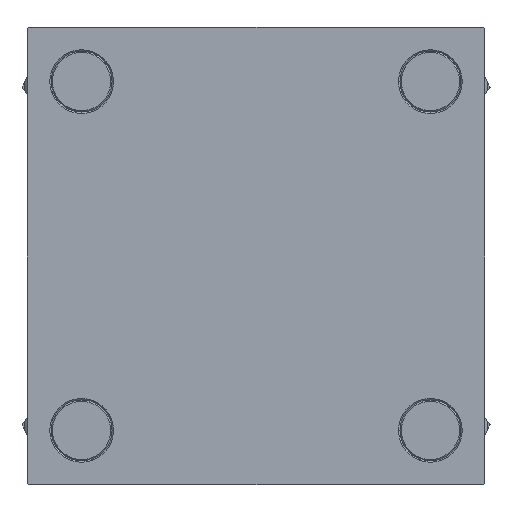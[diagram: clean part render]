
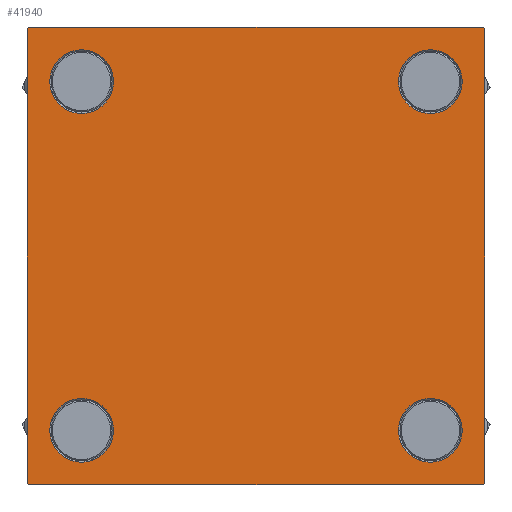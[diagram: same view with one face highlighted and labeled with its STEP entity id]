
A CAD part, left-side view. The second image highlights one B-rep face of the part: STEP entity #41940.
In plain terms, the highlighted planar face has unit normal (-1, 0, 0).
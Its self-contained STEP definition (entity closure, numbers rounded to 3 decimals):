
#50 = EDGE_LOOP ( 'NONE', ( #26294, #7897 ) ) ;
#137 = VERTEX_POINT ( 'NONE', #502 ) ;
#364 = CARTESIAN_POINT ( 'NONE',  ( 0., -82.25, 82.25 ) ) ;
#502 = CARTESIAN_POINT ( 'NONE',  ( 0., -82., 82.5 ) ) ;
#726 = CARTESIAN_POINT ( 'NONE',  ( 0., 62.95, -51.45 ) ) ;
#739 = DIRECTION ( 'NONE',  ( 0., 0., 1. ) ) ;
#1129 = VERTEX_POINT ( 'NONE', #17602 ) ;
#1919 = CARTESIAN_POINT ( 'NONE',  ( 0., -82.25, -82.25 ) ) ;
#2345 = VERTEX_POINT ( 'NONE', #15400 ) ;
#2502 = ORIENTED_EDGE ( 'NONE', *, *, #16513, .T. ) ;
#3067 = CIRCLE ( 'NONE', #22622, 11.5 ) ;
#3437 = CARTESIAN_POINT ( 'NONE',  ( 0., -62.95, 51.45 ) ) ;
#3889 = FACE_BOUND ( 'NONE', #50, .T. ) ;
#4329 = CARTESIAN_POINT ( 'NONE',  ( 0., 62.95, -62.95 ) ) ;
#4763 = CARTESIAN_POINT ( 'NONE',  ( 0., 82.5, 82.5 ) ) ;
#6168 = CARTESIAN_POINT ( 'NONE',  ( 0., -62.95, -62.95 ) ) ;
#6721 = CARTESIAN_POINT ( 'NONE',  ( 0., 0., 0. ) ) ;
#6746 = AXIS2_PLACEMENT_3D ( 'NONE', #4329, #43106, #739 ) ;
#6976 = DIRECTION ( 'NONE',  ( -1., 0., 0. ) ) ;
#7485 = VERTEX_POINT ( 'NONE', #17115 ) ;
#7491 = EDGE_CURVE ( 'NONE', #26820, #31685, #27823, .T. ) ;
#7897 = ORIENTED_EDGE ( 'NONE', *, *, #49423, .T. ) ;
#8301 = VECTOR ( 'NONE', #25146, 1000. ) ;
#8848 = VECTOR ( 'NONE', #29743, 1000. ) ;
#9907 = CARTESIAN_POINT ( 'NONE',  ( 0., 62.95, 51.45 ) ) ;
#10607 = ORIENTED_EDGE ( 'NONE', *, *, #18593, .T. ) ;
#10794 = CIRCLE ( 'NONE', #6746, 11.5 ) ;
#10886 = EDGE_CURVE ( 'NONE', #7485, #26820, #39710, .T. ) ;
#11132 = AXIS2_PLACEMENT_3D ( 'NONE', #23160, #26998, #30325 ) ;
#11315 = ORIENTED_EDGE ( 'NONE', *, *, #26273, .T. ) ;
#11599 = AXIS2_PLACEMENT_3D ( 'NONE', #22487, #15104, #26828 ) ;
#12389 = CARTESIAN_POINT ( 'NONE',  ( 0., -62.95, -51.45 ) ) ;
#12529 = DIRECTION ( 'NONE',  ( 0., -0.707, -0.707 ) ) ;
#12686 = ORIENTED_EDGE ( 'NONE', *, *, #30178, .T. ) ;
#13167 = AXIS2_PLACEMENT_3D ( 'NONE', #18771, #38670, #19515 ) ;
#13512 = CARTESIAN_POINT ( 'NONE',  ( 0., -62.95, -74.45 ) ) ;
#13820 = AXIS2_PLACEMENT_3D ( 'NONE', #15807, #31859, #43849 ) ;
#14131 = DIRECTION ( 'NONE',  ( 1., 0., 0. ) ) ;
#14258 = EDGE_LOOP ( 'NONE', ( #12686, #44731 ) ) ;
#15104 = DIRECTION ( 'NONE',  ( 1., 0., 0. ) ) ;
#15400 = CARTESIAN_POINT ( 'NONE',  ( 0., -82.5, -82. ) ) ;
#15541 = EDGE_CURVE ( 'NONE', #25799, #2345, #49841, .T. ) ;
#15602 = AXIS2_PLACEMENT_3D ( 'NONE', #6721, #6976, #41936 ) ;
#15807 = CARTESIAN_POINT ( 'NONE',  ( 0., -62.95, 62.95 ) ) ;
#16513 = EDGE_CURVE ( 'NONE', #26199, #26571, #31866, .T. ) ;
#17004 = LINE ( 'NONE', #28729, #8301 ) ;
#17115 = CARTESIAN_POINT ( 'NONE',  ( 0., 82.5, 82. ) ) ;
#17233 = EDGE_LOOP ( 'NONE', ( #22152, #2502 ) ) ;
#17602 = CARTESIAN_POINT ( 'NONE',  ( 0., 62.95, 74.45 ) ) ;
#18593 = EDGE_CURVE ( 'NONE', #31685, #42064, #17004, .T. ) ;
#18771 = CARTESIAN_POINT ( 'NONE',  ( 0., -62.95, -62.95 ) ) ;
#19407 = EDGE_CURVE ( 'NONE', #44118, #48717, #10794, .T. ) ;
#19450 = FACE_OUTER_BOUND ( 'NONE', #22415, .T. ) ;
#19515 = DIRECTION ( 'NONE',  ( 0., 0., 1. ) ) ;
#19955 = ORIENTED_EDGE ( 'NONE', *, *, #15541, .F. ) ;
#20460 = CIRCLE ( 'NONE', #13167, 11.5 ) ;
#20648 = VECTOR ( 'NONE', #48366, 1000. ) ;
#21244 = CARTESIAN_POINT ( 'NONE',  ( 0., 82., -82.5 ) ) ;
#21976 = EDGE_CURVE ( 'NONE', #42064, #2345, #47607, .T. ) ;
#22152 = ORIENTED_EDGE ( 'NONE', *, *, #41643, .T. ) ;
#22174 = VERTEX_POINT ( 'NONE', #3437 ) ;
#22415 = EDGE_LOOP ( 'NONE', ( #43643, #39855, #10607, #30547, #19955, #47110, #44761, #49037 ) ) ;
#22487 = CARTESIAN_POINT ( 'NONE',  ( 0., 62.95, 62.95 ) ) ;
#22510 = EDGE_LOOP ( 'NONE', ( #11315, #33788 ) ) ;
#22622 = AXIS2_PLACEMENT_3D ( 'NONE', #33513, #14131, #29682 ) ;
#22804 = EDGE_CURVE ( 'NONE', #32068, #7485, #49400, .T. ) ;
#23074 = CARTESIAN_POINT ( 'NONE',  ( 0., -62.95, 74.45 ) ) ;
#23160 = CARTESIAN_POINT ( 'NONE',  ( 0., 62.95, -62.95 ) ) ;
#23584 = LINE ( 'NONE', #27420, #42516 ) ;
#23661 = VECTOR ( 'NONE', #43177, 1000. ) ;
#24742 = CARTESIAN_POINT ( 'NONE',  ( 0., 82.5, -82. ) ) ;
#25146 = DIRECTION ( 'NONE',  ( 0., -1., 0. ) ) ;
#25799 = VERTEX_POINT ( 'NONE', #48020 ) ;
#25800 = DIRECTION ( 'NONE',  ( 1., 0., 0. ) ) ;
#26108 = PLANE ( 'NONE',  #15602 ) ;
#26192 = CARTESIAN_POINT ( 'NONE',  ( 0., 82.25, 82.25 ) ) ;
#26199 = VERTEX_POINT ( 'NONE', #13512 ) ;
#26273 = EDGE_CURVE ( 'NONE', #48717, #44118, #41276, .T. ) ;
#26294 = ORIENTED_EDGE ( 'NONE', *, *, #33974, .T. ) ;
#26571 = VERTEX_POINT ( 'NONE', #12389 ) ;
#26820 = VERTEX_POINT ( 'NONE', #24742 ) ;
#26828 = DIRECTION ( 'NONE',  ( 0., 0., 1. ) ) ;
#26998 = DIRECTION ( 'NONE',  ( 1., 0., 0. ) ) ;
#27420 = CARTESIAN_POINT ( 'NONE',  ( 0., 82.5, 82.5 ) ) ;
#27823 = LINE ( 'NONE', #32411, #30055 ) ;
#28729 = CARTESIAN_POINT ( 'NONE',  ( 0., 82.5, -82.5 ) ) ;
#29445 = VERTEX_POINT ( 'NONE', #9907 ) ;
#29682 = DIRECTION ( 'NONE',  ( 0., 0., 1. ) ) ;
#29743 = DIRECTION ( 'NONE',  ( 0., 0., -1. ) ) ;
#30055 = VECTOR ( 'NONE', #12529, 1000. ) ;
#30178 = EDGE_CURVE ( 'NONE', #1129, #29445, #3067, .T. ) ;
#30325 = DIRECTION ( 'NONE',  ( 0., 0., 1. ) ) ;
#30493 = CARTESIAN_POINT ( 'NONE',  ( 0., -62.95, 62.95 ) ) ;
#30523 = CIRCLE ( 'NONE', #48443, 11.5 ) ;
#30547 = ORIENTED_EDGE ( 'NONE', *, *, #21976, .T. ) ;
#31241 = LINE ( 'NONE', #364, #49239 ) ;
#31685 = VERTEX_POINT ( 'NONE', #21244 ) ;
#31859 = DIRECTION ( 'NONE',  ( 1., 0., 0. ) ) ;
#31866 = CIRCLE ( 'NONE', #44912, 11.5 ) ;
#32068 = VERTEX_POINT ( 'NONE', #46856 ) ;
#32411 = CARTESIAN_POINT ( 'NONE',  ( 0., 82.25, -82.25 ) ) ;
#33189 = VERTEX_POINT ( 'NONE', #23074 ) ;
#33513 = CARTESIAN_POINT ( 'NONE',  ( 0., 62.95, 62.95 ) ) ;
#33734 = CARTESIAN_POINT ( 'NONE',  ( 0., 62.95, -74.45 ) ) ;
#33788 = ORIENTED_EDGE ( 'NONE', *, *, #19407, .T. ) ;
#33974 = EDGE_CURVE ( 'NONE', #33189, #22174, #43976, .T. ) ;
#34019 = FACE_BOUND ( 'NONE', #17233, .T. ) ;
#34275 = FACE_BOUND ( 'NONE', #22510, .T. ) ;
#37274 = CARTESIAN_POINT ( 'NONE',  ( 0., -82., -82.5 ) ) ;
#38096 = FACE_BOUND ( 'NONE', #14258, .T. ) ;
#38664 = DIRECTION ( 'NONE',  ( 0., 0.707, 0.707 ) ) ;
#38670 = DIRECTION ( 'NONE',  ( 1., 0., 0. ) ) ;
#38679 = DIRECTION ( 'NONE',  ( 0., -1., 0. ) ) ;
#39710 = LINE ( 'NONE', #4763, #8848 ) ;
#39855 = ORIENTED_EDGE ( 'NONE', *, *, #7491, .T. ) ;
#41276 = CIRCLE ( 'NONE', #11132, 11.5 ) ;
#41643 = EDGE_CURVE ( 'NONE', #26571, #26199, #20460, .T. ) ;
#41936 = DIRECTION ( 'NONE',  ( 0., 0., 1. ) ) ;
#41940 = ADVANCED_FACE ( 'NONE', ( #3889, #34019, #34275, #38096, #19450 ), #26108, .T. ) ;
#42064 = VERTEX_POINT ( 'NONE', #37274 ) ;
#42401 = EDGE_CURVE ( 'NONE', #32068, #137, #23584, .T. ) ;
#42436 = CARTESIAN_POINT ( 'NONE',  ( 0., -82.5, 82.5 ) ) ;
#42516 = VECTOR ( 'NONE', #38679, 1000. ) ;
#43106 = DIRECTION ( 'NONE',  ( 1., 0., 0. ) ) ;
#43177 = DIRECTION ( 'NONE',  ( 0., 0., -1. ) ) ;
#43643 = ORIENTED_EDGE ( 'NONE', *, *, #10886, .T. ) ;
#43849 = DIRECTION ( 'NONE',  ( 0., 0., 1. ) ) ;
#43976 = CIRCLE ( 'NONE', #13820, 11.5 ) ;
#44055 = EDGE_CURVE ( 'NONE', #29445, #1129, #48263, .T. ) ;
#44118 = VERTEX_POINT ( 'NONE', #33734 ) ;
#44731 = ORIENTED_EDGE ( 'NONE', *, *, #44055, .T. ) ;
#44761 = ORIENTED_EDGE ( 'NONE', *, *, #42401, .F. ) ;
#44912 = AXIS2_PLACEMENT_3D ( 'NONE', #6168, #25800, #49529 ) ;
#46064 = DIRECTION ( 'NONE',  ( 0., 0., 1. ) ) ;
#46856 = CARTESIAN_POINT ( 'NONE',  ( 0., 82., 82.5 ) ) ;
#47110 = ORIENTED_EDGE ( 'NONE', *, *, #49516, .T. ) ;
#47607 = LINE ( 'NONE', #1919, #20648 ) ;
#48020 = CARTESIAN_POINT ( 'NONE',  ( 0., -82.5, 82. ) ) ;
#48263 = CIRCLE ( 'NONE', #11599, 11.5 ) ;
#48366 = DIRECTION ( 'NONE',  ( 0., -0.707, 0.707 ) ) ;
#48410 = VECTOR ( 'NONE', #50154, 1000. ) ;
#48443 = AXIS2_PLACEMENT_3D ( 'NONE', #30493, #49890, #46064 ) ;
#48717 = VERTEX_POINT ( 'NONE', #726 ) ;
#49037 = ORIENTED_EDGE ( 'NONE', *, *, #22804, .T. ) ;
#49239 = VECTOR ( 'NONE', #38664, 1000. ) ;
#49400 = LINE ( 'NONE', #26192, #48410 ) ;
#49423 = EDGE_CURVE ( 'NONE', #22174, #33189, #30523, .T. ) ;
#49516 = EDGE_CURVE ( 'NONE', #25799, #137, #31241, .T. ) ;
#49529 = DIRECTION ( 'NONE',  ( 0., 0., 1. ) ) ;
#49841 = LINE ( 'NONE', #42436, #23661 ) ;
#49890 = DIRECTION ( 'NONE',  ( 1., 0., 0. ) ) ;
#50154 = DIRECTION ( 'NONE',  ( 0., 0.707, -0.707 ) ) ;
